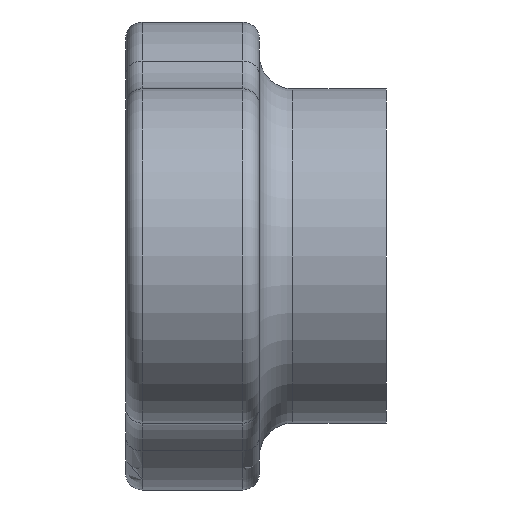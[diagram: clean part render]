
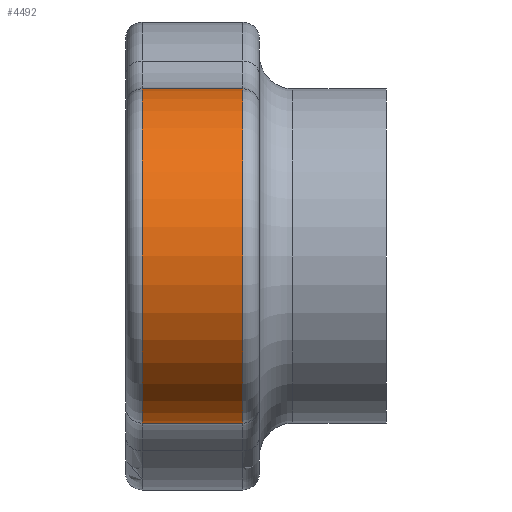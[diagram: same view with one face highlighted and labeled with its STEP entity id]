
A CAD part, left-side view. The second image highlights one B-rep face of the part: STEP entity #4492.
In plain terms, the highlighted cylindrical face has radius 5 mm (diameter 10 mm), a partial arc.
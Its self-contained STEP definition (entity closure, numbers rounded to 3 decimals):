
#10 = DIRECTION ( 'NONE',  ( 0., -1., 0. ) ) ;
#319 = CARTESIAN_POINT ( 'NONE',  ( -23., 4.3, 5. ) ) ;
#408 = DIRECTION ( 'NONE',  ( 0., -1., 0. ) ) ;
#479 = DIRECTION ( 'NONE',  ( 0., 0., 1. ) ) ;
#578 = ORIENTED_EDGE ( 'NONE', *, *, #982, .T. ) ;
#657 = EDGE_CURVE ( 'NONE', #4283, #3639, #4197, .T. ) ;
#731 = CARTESIAN_POINT ( 'NONE',  ( -23., 7.3, -5. ) ) ;
#760 = CARTESIAN_POINT ( 'NONE',  ( -23., 7.3, 5. ) ) ;
#795 = CARTESIAN_POINT ( 'NONE',  ( -23., 7.8, -5. ) ) ;
#963 = EDGE_LOOP ( 'NONE', ( #3386, #2435, #3425, #578 ) ) ;
#982 = EDGE_CURVE ( 'NONE', #2915, #3639, #3810, .T. ) ;
#1040 = CYLINDRICAL_SURFACE ( 'NONE', #2187, 5. ) ;
#1155 = CARTESIAN_POINT ( 'NONE',  ( -23., 7.8, 5. ) ) ;
#1376 = DIRECTION ( 'NONE',  ( 0., -1., 0. ) ) ;
#1488 = VECTOR ( 'NONE', #4221, 1000. ) ;
#1540 = DIRECTION ( 'NONE',  ( 0., 1., 0. ) ) ;
#2123 = CIRCLE ( 'NONE', #2330, 5. ) ;
#2136 = EDGE_CURVE ( 'NONE', #4283, #4069, #2123, .T. ) ;
#2187 = AXIS2_PLACEMENT_3D ( 'NONE', #4186, #10, #2465 ) ;
#2330 = AXIS2_PLACEMENT_3D ( 'NONE', #4179, #1540, #479 ) ;
#2435 = ORIENTED_EDGE ( 'NONE', *, *, #2136, .T. ) ;
#2443 = EDGE_CURVE ( 'NONE', #2915, #4069, #3591, .T. ) ;
#2465 = DIRECTION ( 'NONE',  ( 0., 0., -1. ) ) ;
#2915 = VERTEX_POINT ( 'NONE', #760 ) ;
#2931 = AXIS2_PLACEMENT_3D ( 'NONE', #3368, #1376, #4051 ) ;
#3142 = FACE_OUTER_BOUND ( 'NONE', #963, .T. ) ;
#3368 = CARTESIAN_POINT ( 'NONE',  ( -23., 7.3, 0. ) ) ;
#3386 = ORIENTED_EDGE ( 'NONE', *, *, #657, .F. ) ;
#3425 = ORIENTED_EDGE ( 'NONE', *, *, #2443, .F. ) ;
#3591 = LINE ( 'NONE', #1155, #4432 ) ;
#3639 = VERTEX_POINT ( 'NONE', #731 ) ;
#3651 = CARTESIAN_POINT ( 'NONE',  ( -23., 4.3, -5. ) ) ;
#3810 = CIRCLE ( 'NONE', #2931, 5. ) ;
#4051 = DIRECTION ( 'NONE',  ( 0., 0., 1. ) ) ;
#4069 = VERTEX_POINT ( 'NONE', #319 ) ;
#4179 = CARTESIAN_POINT ( 'NONE',  ( -23., 4.3, 0. ) ) ;
#4186 = CARTESIAN_POINT ( 'NONE',  ( -23., 7.8, 0. ) ) ;
#4197 = LINE ( 'NONE', #795, #1488 ) ;
#4221 = DIRECTION ( 'NONE',  ( 0., 1., 0. ) ) ;
#4283 = VERTEX_POINT ( 'NONE', #3651 ) ;
#4432 = VECTOR ( 'NONE', #408, 1000. ) ;
#4492 = ADVANCED_FACE ( 'NONE', ( #3142 ), #1040, .T. ) ;
